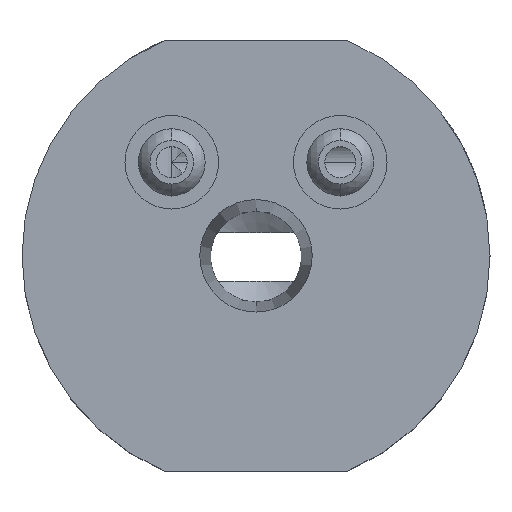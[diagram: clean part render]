
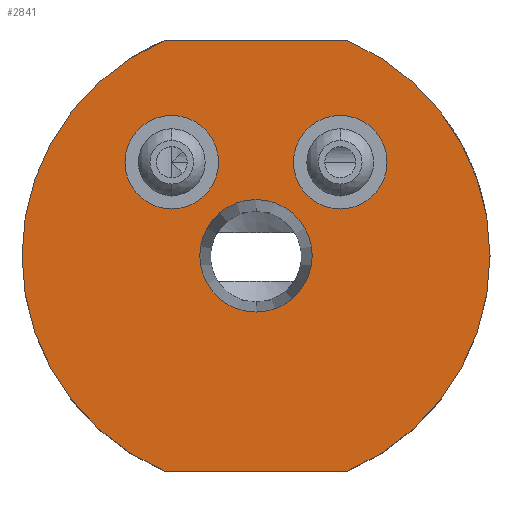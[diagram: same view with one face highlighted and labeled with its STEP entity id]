
A CAD part, top view. The second image highlights one B-rep face of the part: STEP entity #2841.
In plain terms, the highlighted planar face has unit normal (0, 0, 1).
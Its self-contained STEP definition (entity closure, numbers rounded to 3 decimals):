
#57 = VERTEX_POINT ( 'NONE', #1241 ) ;
#87 = CIRCLE ( 'NONE', #1800, 5. ) ;
#93 = CARTESIAN_POINT ( 'NONE',  ( -4., 10., 63. ) ) ;
#181 = ORIENTED_EDGE ( 'NONE', *, *, #534, .T. ) ;
#217 = CIRCLE ( 'NONE', #5514, 5. ) ;
#225 = CARTESIAN_POINT ( 'NONE',  ( 4., 10., 63. ) ) ;
#328 = VERTEX_POINT ( 'NONE', #1542 ) ;
#391 = VECTOR ( 'NONE', #4172, 1000. ) ;
#441 = DIRECTION ( 'NONE',  ( 1., 0., 0. ) ) ;
#449 = EDGE_LOOP ( 'NONE', ( #1368, #1579 ) ) ;
#473 = EDGE_CURVE ( 'NONE', #2904, #3504, #4247, .T. ) ;
#534 = EDGE_CURVE ( 'NONE', #5052, #1525, #988, .T. ) ;
#587 = CARTESIAN_POINT ( 'NONE',  ( 0., 0., 63. ) ) ;
#661 = EDGE_CURVE ( 'NONE', #1525, #328, #4964, .T. ) ;
#663 = VERTEX_POINT ( 'NONE', #225 ) ;
#754 = EDGE_CURVE ( 'NONE', #5052, #3504, #4431, .T. ) ;
#956 = CIRCLE ( 'NONE', #2825, 6.008 ) ;
#985 = DIRECTION ( 'NONE',  ( 0., 0., 1. ) ) ;
#988 = CIRCLE ( 'NONE', #2819, 25. ) ;
#1079 = AXIS2_PLACEMENT_3D ( 'NONE', #2213, #985, #1384 ) ;
#1095 = CARTESIAN_POINT ( 'NONE',  ( 14., 10., 63. ) ) ;
#1232 = CARTESIAN_POINT ( 'NONE',  ( 0., 0., 63. ) ) ;
#1241 = CARTESIAN_POINT ( 'NONE',  ( 0., -6.008, 63. ) ) ;
#1314 = DIRECTION ( 'NONE',  ( 0., 0., 1. ) ) ;
#1328 = AXIS2_PLACEMENT_3D ( 'NONE', #2192, #1314, #2570 ) ;
#1330 = CARTESIAN_POINT ( 'NONE',  ( 0., 0., 63. ) ) ;
#1368 = ORIENTED_EDGE ( 'NONE', *, *, #1763, .F. ) ;
#1384 = DIRECTION ( 'NONE',  ( 1., 0., 0. ) ) ;
#1395 = ORIENTED_EDGE ( 'NONE', *, *, #1820, .F. ) ;
#1481 = DIRECTION ( 'NONE',  ( -1., 0., 0. ) ) ;
#1525 = VERTEX_POINT ( 'NONE', #3076 ) ;
#1536 = CIRCLE ( 'NONE', #1328, 5. ) ;
#1542 = CARTESIAN_POINT ( 'NONE',  ( -9.798, 23., 63. ) ) ;
#1579 = ORIENTED_EDGE ( 'NONE', *, *, #4031, .F. ) ;
#1680 = CARTESIAN_POINT ( 'NONE',  ( 9.798, -23., 63. ) ) ;
#1725 = VERTEX_POINT ( 'NONE', #2851 ) ;
#1763 = EDGE_CURVE ( 'NONE', #1950, #663, #87, .T. ) ;
#1769 = DIRECTION ( 'NONE',  ( 1., 0., 0. ) ) ;
#1800 = AXIS2_PLACEMENT_3D ( 'NONE', #3255, #1974, #2887 ) ;
#1812 = DIRECTION ( 'NONE',  ( 1., 0., 0. ) ) ;
#1820 = EDGE_CURVE ( 'NONE', #57, #4527, #956, .T. ) ;
#1942 = ORIENTED_EDGE ( 'NONE', *, *, #754, .F. ) ;
#1950 = VERTEX_POINT ( 'NONE', #1095 ) ;
#1974 = DIRECTION ( 'NONE',  ( 0., 0., 1. ) ) ;
#2019 = PLANE ( 'NONE',  #3239 ) ;
#2081 = CARTESIAN_POINT ( 'NONE',  ( -25., 0., 63. ) ) ;
#2090 = EDGE_LOOP ( 'NONE', ( #3488, #4741, #1942, #181, #3190 ) ) ;
#2095 = DIRECTION ( 'NONE',  ( 1., 0., 0. ) ) ;
#2164 = DIRECTION ( 'NONE',  ( 0., 0., 1. ) ) ;
#2192 = CARTESIAN_POINT ( 'NONE',  ( -9., 10., 63. ) ) ;
#2213 = CARTESIAN_POINT ( 'NONE',  ( 0., 0., 63. ) ) ;
#2358 = AXIS2_PLACEMENT_3D ( 'NONE', #1330, #5517, #2095 ) ;
#2570 = DIRECTION ( 'NONE',  ( 1., 0., 0. ) ) ;
#2603 = CARTESIAN_POINT ( 'NONE',  ( 0., 0., 63. ) ) ;
#2662 = EDGE_CURVE ( 'NONE', #4527, #57, #4838, .T. ) ;
#2666 = DIRECTION ( 'NONE',  ( 0., 0., 1. ) ) ;
#2678 = DIRECTION ( 'NONE',  ( 1., 0., 0. ) ) ;
#2699 = AXIS2_PLACEMENT_3D ( 'NONE', #3513, #2666, #2678 ) ;
#2748 = CARTESIAN_POINT ( 'NONE',  ( -9., 10., 63. ) ) ;
#2819 = AXIS2_PLACEMENT_3D ( 'NONE', #2603, #2164, #1769 ) ;
#2825 = AXIS2_PLACEMENT_3D ( 'NONE', #1232, #4675, #441 ) ;
#2841 = ADVANCED_FACE ( 'NONE', ( #5209, #5149, #3140, #3491 ), #2019, .T. ) ;
#2851 = CARTESIAN_POINT ( 'NONE',  ( -14., 10., 63. ) ) ;
#2887 = DIRECTION ( 'NONE',  ( 1., 0., 0. ) ) ;
#2904 = VERTEX_POINT ( 'NONE', #2081 ) ;
#3017 = EDGE_CURVE ( 'NONE', #1725, #5099, #1536, .T. ) ;
#3076 = CARTESIAN_POINT ( 'NONE',  ( 9.798, 23., 63. ) ) ;
#3086 = DIRECTION ( 'NONE',  ( 0., 0., 1. ) ) ;
#3140 = FACE_BOUND ( 'NONE', #3614, .T. ) ;
#3177 = CIRCLE ( 'NONE', #1079, 25. ) ;
#3190 = ORIENTED_EDGE ( 'NONE', *, *, #661, .T. ) ;
#3239 = AXIS2_PLACEMENT_3D ( 'NONE', #4583, #5015, #3758 ) ;
#3255 = CARTESIAN_POINT ( 'NONE',  ( 9., 10., 63. ) ) ;
#3329 = EDGE_LOOP ( 'NONE', ( #3515, #4350 ) ) ;
#3411 = ORIENTED_EDGE ( 'NONE', *, *, #2662, .F. ) ;
#3467 = EDGE_CURVE ( 'NONE', #5099, #1725, #217, .T. ) ;
#3488 = ORIENTED_EDGE ( 'NONE', *, *, #4540, .T. ) ;
#3491 = FACE_OUTER_BOUND ( 'NONE', #2090, .T. ) ;
#3504 = VERTEX_POINT ( 'NONE', #3601 ) ;
#3513 = CARTESIAN_POINT ( 'NONE',  ( 9., 10., 63. ) ) ;
#3515 = ORIENTED_EDGE ( 'NONE', *, *, #3467, .F. ) ;
#3568 = VECTOR ( 'NONE', #1481, 1000. ) ;
#3601 = CARTESIAN_POINT ( 'NONE',  ( -9.798, -23., 63. ) ) ;
#3614 = EDGE_LOOP ( 'NONE', ( #1395, #3411 ) ) ;
#3626 = CIRCLE ( 'NONE', #2699, 5. ) ;
#3629 = DIRECTION ( 'NONE',  ( 0., 0., 1. ) ) ;
#3758 = DIRECTION ( 'NONE',  ( 1., 0., 0. ) ) ;
#4031 = EDGE_CURVE ( 'NONE', #663, #1950, #3626, .T. ) ;
#4075 = DIRECTION ( 'NONE',  ( 1., 0., 0. ) ) ;
#4172 = DIRECTION ( 'NONE',  ( -1., 0., 0. ) ) ;
#4247 = CIRCLE ( 'NONE', #2358, 25. ) ;
#4350 = ORIENTED_EDGE ( 'NONE', *, *, #3017, .F. ) ;
#4431 = LINE ( 'NONE', #1680, #391 ) ;
#4527 = VERTEX_POINT ( 'NONE', #4759 ) ;
#4540 = EDGE_CURVE ( 'NONE', #328, #2904, #3177, .T. ) ;
#4583 = CARTESIAN_POINT ( 'NONE',  ( 0., 0., 63. ) ) ;
#4625 = AXIS2_PLACEMENT_3D ( 'NONE', #587, #3086, #1812 ) ;
#4675 = DIRECTION ( 'NONE',  ( 0., 0., 1. ) ) ;
#4741 = ORIENTED_EDGE ( 'NONE', *, *, #473, .T. ) ;
#4759 = CARTESIAN_POINT ( 'NONE',  ( 0., 6.008, 63. ) ) ;
#4838 = CIRCLE ( 'NONE', #4625, 6.008 ) ;
#4839 = CARTESIAN_POINT ( 'NONE',  ( 9.798, 23., 63. ) ) ;
#4964 = LINE ( 'NONE', #4839, #3568 ) ;
#5015 = DIRECTION ( 'NONE',  ( 0., 0., 1. ) ) ;
#5052 = VERTEX_POINT ( 'NONE', #5163 ) ;
#5099 = VERTEX_POINT ( 'NONE', #93 ) ;
#5149 = FACE_BOUND ( 'NONE', #449, .T. ) ;
#5163 = CARTESIAN_POINT ( 'NONE',  ( 9.798, -23., 63. ) ) ;
#5209 = FACE_BOUND ( 'NONE', #3329, .T. ) ;
#5514 = AXIS2_PLACEMENT_3D ( 'NONE', #2748, #3629, #4075 ) ;
#5517 = DIRECTION ( 'NONE',  ( 0., 0., 1. ) ) ;
